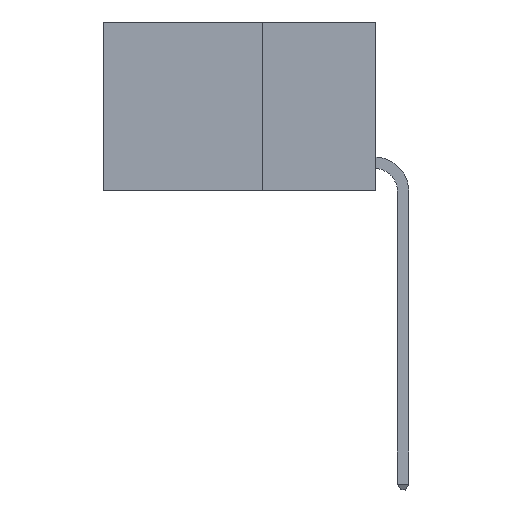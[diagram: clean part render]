
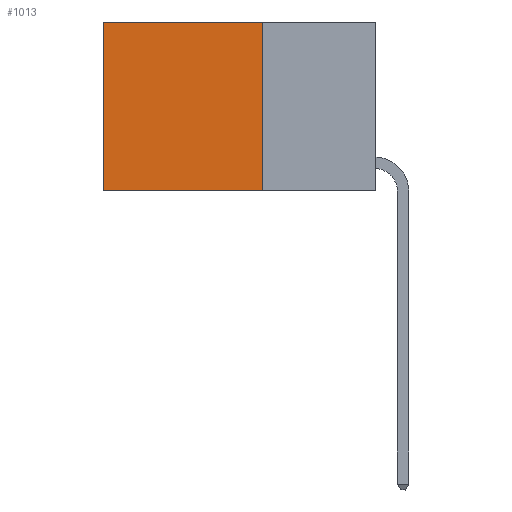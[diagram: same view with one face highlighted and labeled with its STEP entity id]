
A CAD part, left-side view. The second image highlights one B-rep face of the part: STEP entity #1013.
In plain terms, the highlighted planar face has unit normal (-1, 0, 0).
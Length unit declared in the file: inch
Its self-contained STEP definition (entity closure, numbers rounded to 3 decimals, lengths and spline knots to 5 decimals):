
#462 = EDGE_LOOP ( 'NONE', ( #1340, #6549, #8486, #6339 ) ) ;
#1013 = ADVANCED_FACE ( 'NONE', ( #15509 ), #5440, .F. ) ;
#1340 = ORIENTED_EDGE ( 'NONE', *, *, #1687, .T. ) ;
#1687 = EDGE_CURVE ( 'NONE', #13774, #8216, #7111, .T. ) ;
#1977 = CARTESIAN_POINT ( 'NONE',  ( 0.2625, 0.25, 0. ) ) ;
#3733 = VERTEX_POINT ( 'NONE', #7535 ) ;
#3823 = EDGE_CURVE ( 'NONE', #3733, #17567, #5872, .T. ) ;
#4077 = DIRECTION ( 'NONE',  ( 0., 1., 0. ) ) ;
#4293 = LINE ( 'NONE', #17155, #11359 ) ;
#4332 = DIRECTION ( 'NONE',  ( 0., 0., -1. ) ) ;
#4557 = DIRECTION ( 'NONE',  ( 1., 0., 0. ) ) ;
#4715 = DIRECTION ( 'NONE',  ( 0., 1., 0. ) ) ;
#5083 = CARTESIAN_POINT ( 'NONE',  ( 0.2625, 0.25, 0. ) ) ;
#5440 = PLANE ( 'NONE',  #6689 ) ;
#5872 = LINE ( 'NONE', #1977, #16407 ) ;
#6339 = ORIENTED_EDGE ( 'NONE', *, *, #14838, .T. ) ;
#6549 = ORIENTED_EDGE ( 'NONE', *, *, #7635, .F. ) ;
#6689 = AXIS2_PLACEMENT_3D ( 'NONE', #5083, #4557, #4332 ) ;
#7111 = LINE ( 'NONE', #8601, #14026 ) ;
#7535 = CARTESIAN_POINT ( 'NONE',  ( 0.2625, 0.25, 0. ) ) ;
#7635 = EDGE_CURVE ( 'NONE', #17567, #8216, #9383, .T. ) ;
#8216 = VERTEX_POINT ( 'NONE', #15122 ) ;
#8486 = ORIENTED_EDGE ( 'NONE', *, *, #3823, .F. ) ;
#8601 = CARTESIAN_POINT ( 'NONE',  ( 0.2625, 0.6, 0. ) ) ;
#9383 = LINE ( 'NONE', #15192, #12612 ) ;
#11359 = VECTOR ( 'NONE', #4715, 39.37008 ) ;
#11448 = DIRECTION ( 'NONE',  ( 0., 0., -1. ) ) ;
#12376 = CARTESIAN_POINT ( 'NONE',  ( 0.2625, 0.6, 0. ) ) ;
#12612 = VECTOR ( 'NONE', #4077, 39.37008 ) ;
#13774 = VERTEX_POINT ( 'NONE', #12376 ) ;
#14026 = VECTOR ( 'NONE', #11448, 39.37008 ) ;
#14838 = EDGE_CURVE ( 'NONE', #3733, #13774, #4293, .T. ) ;
#15122 = CARTESIAN_POINT ( 'NONE',  ( 0.2625, 0.6, -0.37 ) ) ;
#15192 = CARTESIAN_POINT ( 'NONE',  ( 0.2625, 0.25, -0.37 ) ) ;
#15509 = FACE_OUTER_BOUND ( 'NONE', #462, .T. ) ;
#15723 = CARTESIAN_POINT ( 'NONE',  ( 0.2625, 0.25, -0.37 ) ) ;
#15856 = DIRECTION ( 'NONE',  ( 0., 0., -1. ) ) ;
#16407 = VECTOR ( 'NONE', #15856, 39.37008 ) ;
#17155 = CARTESIAN_POINT ( 'NONE',  ( 0.2625, 0.25, 0. ) ) ;
#17567 = VERTEX_POINT ( 'NONE', #15723 ) ;
